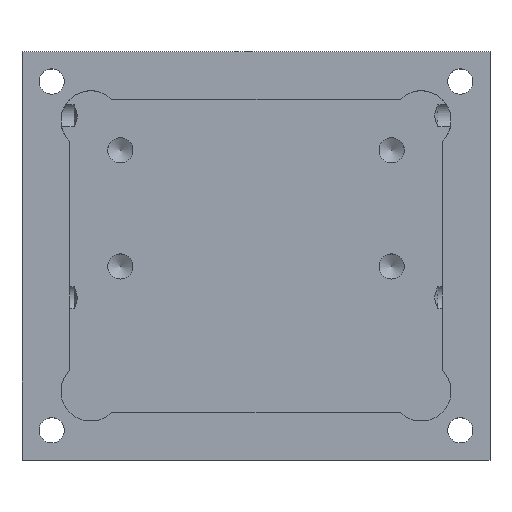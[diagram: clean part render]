
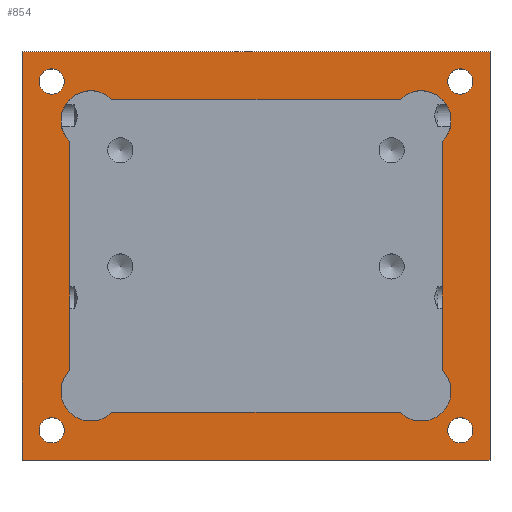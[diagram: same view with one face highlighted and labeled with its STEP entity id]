
A CAD part, top view. The second image highlights one B-rep face of the part: STEP entity #854.
In plain terms, the highlighted planar face has unit normal (0, 0, 1).
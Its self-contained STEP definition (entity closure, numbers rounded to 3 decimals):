
#20=FACE_BOUND('',#144,.T.);
#21=FACE_BOUND('',#145,.T.);
#22=FACE_BOUND('',#146,.T.);
#23=FACE_BOUND('',#147,.T.);
#24=FACE_BOUND('',#148,.T.);
#44=PLANE('',#969);
#97=FACE_OUTER_BOUND('',#143,.T.);
#143=EDGE_LOOP('',(#751,#752,#753,#754));
#144=EDGE_LOOP('',(#755));
#145=EDGE_LOOP('',(#756));
#146=EDGE_LOOP('',(#757));
#147=EDGE_LOOP('',(#758));
#148=EDGE_LOOP('',(#759,#760,#761,#762,#763,#764,#765,#766));
#194=LINE('',#1387,#257);
#216=LINE('',#1513,#279);
#218=LINE('',#1518,#281);
#220=LINE('',#1522,#283);
#222=LINE('',#1531,#285);
#223=LINE('',#1533,#286);
#224=LINE('',#1535,#287);
#225=LINE('',#1536,#288);
#257=VECTOR('',#1084,10.);
#279=VECTOR('',#1182,10.);
#281=VECTOR('',#1186,10.);
#283=VECTOR('',#1190,10.);
#285=VECTOR('',#1202,10.);
#286=VECTOR('',#1203,10.);
#287=VECTOR('',#1204,10.);
#288=VECTOR('',#1205,10.);
#300=CIRCLE('',#888,2.);
#319=CIRCLE('',#921,2.);
#338=CIRCLE('',#951,0.847);
#340=CIRCLE('',#954,0.847);
#342=CIRCLE('',#957,0.847);
#344=CIRCLE('',#960,0.847);
#346=CIRCLE('',#966,2.);
#347=CIRCLE('',#968,2.);
#354=VERTEX_POINT('',#1262);
#355=VERTEX_POINT('',#1264);
#383=VERTEX_POINT('',#1374);
#384=VERTEX_POINT('',#1376);
#410=VERTEX_POINT('',#1487);
#412=VERTEX_POINT('',#1493);
#414=VERTEX_POINT('',#1499);
#416=VERTEX_POINT('',#1505);
#418=VERTEX_POINT('',#1511);
#419=VERTEX_POINT('',#1515);
#420=VERTEX_POINT('',#1517);
#421=VERTEX_POINT('',#1521);
#422=VERTEX_POINT('',#1529);
#423=VERTEX_POINT('',#1530);
#424=VERTEX_POINT('',#1532);
#425=VERTEX_POINT('',#1534);
#438=EDGE_CURVE('',#355,#354,#300,.T.);
#477=EDGE_CURVE('',#384,#383,#319,.T.);
#483=EDGE_CURVE('',#354,#384,#194,.T.);
#520=EDGE_CURVE('',#410,#410,#338,.T.);
#523=EDGE_CURVE('',#412,#412,#340,.T.);
#526=EDGE_CURVE('',#414,#414,#342,.T.);
#529=EDGE_CURVE('',#416,#416,#344,.T.);
#533=EDGE_CURVE('',#383,#418,#216,.T.);
#535=EDGE_CURVE('',#420,#419,#218,.T.);
#537=EDGE_CURVE('',#421,#355,#220,.T.);
#539=EDGE_CURVE('',#419,#421,#346,.T.);
#540=EDGE_CURVE('',#418,#420,#347,.T.);
#541=EDGE_CURVE('',#422,#423,#222,.T.);
#542=EDGE_CURVE('',#424,#422,#223,.T.);
#543=EDGE_CURVE('',#425,#424,#224,.T.);
#544=EDGE_CURVE('',#423,#425,#225,.T.);
#751=ORIENTED_EDGE('',*,*,#541,.F.);
#752=ORIENTED_EDGE('',*,*,#542,.F.);
#753=ORIENTED_EDGE('',*,*,#543,.F.);
#754=ORIENTED_EDGE('',*,*,#544,.F.);
#755=ORIENTED_EDGE('',*,*,#520,.T.);
#756=ORIENTED_EDGE('',*,*,#523,.T.);
#757=ORIENTED_EDGE('',*,*,#526,.T.);
#758=ORIENTED_EDGE('',*,*,#529,.T.);
#759=ORIENTED_EDGE('',*,*,#483,.T.);
#760=ORIENTED_EDGE('',*,*,#477,.T.);
#761=ORIENTED_EDGE('',*,*,#533,.T.);
#762=ORIENTED_EDGE('',*,*,#540,.T.);
#763=ORIENTED_EDGE('',*,*,#535,.T.);
#764=ORIENTED_EDGE('',*,*,#539,.T.);
#765=ORIENTED_EDGE('',*,*,#537,.T.);
#766=ORIENTED_EDGE('',*,*,#438,.T.);
#854=ADVANCED_FACE('',(#97,#20,#21,#22,#23,#24),#44,.T.);
#888=AXIS2_PLACEMENT_3D('',#1265,#990,#991);
#921=AXIS2_PLACEMENT_3D('',#1377,#1073,#1074);
#951=AXIS2_PLACEMENT_3D('',#1488,#1153,#1154);
#954=AXIS2_PLACEMENT_3D('',#1494,#1160,#1161);
#957=AXIS2_PLACEMENT_3D('',#1500,#1167,#1168);
#960=AXIS2_PLACEMENT_3D('',#1506,#1174,#1175);
#966=AXIS2_PLACEMENT_3D('',#1525,#1194,#1195);
#968=AXIS2_PLACEMENT_3D('',#1527,#1198,#1199);
#969=AXIS2_PLACEMENT_3D('',#1528,#1200,#1201);
#990=DIRECTION('center_axis',(0.,0.,
-1.));
#991=DIRECTION('ref_axis',(-1.,0.,0.));
#1073=DIRECTION('center_axis',(0.,0.,
-1.));
#1074=DIRECTION('ref_axis',(-1.,0.,0.));
#1084=DIRECTION('',(0.,1.,0.));
#1153=DIRECTION('center_axis',(0.,0.,
-1.));
#1154=DIRECTION('ref_axis',(1.,0.,0.));
#1160=DIRECTION('center_axis',(0.,0.,
-1.));
#1161=DIRECTION('ref_axis',(1.,0.,0.));
#1167=DIRECTION('center_axis',(0.,0.,
-1.));
#1168=DIRECTION('ref_axis',(1.,0.,0.));
#1174=DIRECTION('center_axis',(0.,0.,
-1.));
#1175=DIRECTION('ref_axis',(1.,0.,0.));
#1182=DIRECTION('',(1.,0.,0.));
#1186=DIRECTION('',(0.,-1.,0.));
#1190=DIRECTION('',(-1.,0.,0.));
#1194=DIRECTION('center_axis',(0.,0.,
-1.));
#1195=DIRECTION('ref_axis',(-1.,0.,0.));
#1198=DIRECTION('center_axis',(0.,0.,
-1.));
#1199=DIRECTION('ref_axis',(-1.,0.,0.));
#1200=DIRECTION('center_axis',(0.,0.,
1.));
#1201=DIRECTION('ref_axis',(1.,0.,0.));
#1202=DIRECTION('',(1.,0.,0.));
#1203=DIRECTION('',(0.,1.,0.));
#1204=DIRECTION('',(-1.,0.,0.));
#1205=DIRECTION('',(0.,-1.,0.));
#1262=CARTESIAN_POINT('',(3.2,6.028,9.));
#1264=CARTESIAN_POINT('',(6.028,3.2,9.));
#1265=CARTESIAN_POINT('Origin',(4.614,4.614,9.));
#1374=CARTESIAN_POINT('',(6.028,24.2,9.));
#1376=CARTESIAN_POINT('',(3.2,21.372,9.));
#1377=CARTESIAN_POINT('Origin',(4.614,22.786,9.));
#1387=CARTESIAN_POINT('',(3.2,8.45,9.));
#1487=CARTESIAN_POINT('',(1.153,2.,9.));
#1488=CARTESIAN_POINT('Origin',(2.,2.,9.));
#1493=CARTESIAN_POINT('',(28.553,2.,9.));
#1494=CARTESIAN_POINT('Origin',(29.4,2.,9.));
#1499=CARTESIAN_POINT('',(28.553,25.4,9.));
#1500=CARTESIAN_POINT('Origin',(29.4,25.4,9.));
#1505=CARTESIAN_POINT('',(1.153,25.4,9.));
#1506=CARTESIAN_POINT('Origin',(2.,25.4,9.));
#1511=CARTESIAN_POINT('',(25.372,24.2,9.));
#1513=CARTESIAN_POINT('',(9.45,24.2,9.));
#1515=CARTESIAN_POINT('',(28.2,6.028,9.));
#1517=CARTESIAN_POINT('',(28.2,21.372,9.));
#1518=CARTESIAN_POINT('',(28.2,18.95,9.));
#1521=CARTESIAN_POINT('',(25.372,3.2,9.));
#1522=CARTESIAN_POINT('',(21.95,3.2,9.));
#1525=CARTESIAN_POINT('Origin',(26.786,4.614,9.));
#1527=CARTESIAN_POINT('Origin',(26.786,22.786,9.));
#1528=CARTESIAN_POINT('Origin',(15.7,13.7,9.));
#1529=CARTESIAN_POINT('',(0.,27.4,9.));
#1530=CARTESIAN_POINT('',(31.4,27.4,9.));
#1531=CARTESIAN_POINT('',(31.4,27.4,9.));
#1532=CARTESIAN_POINT('',(0.,0.,9.));
#1533=CARTESIAN_POINT('',(0.,27.4,9.));
#1534=CARTESIAN_POINT('',(31.4,0.,9.));
#1535=CARTESIAN_POINT('',(0.,0.,9.));
#1536=CARTESIAN_POINT('',(31.4,0.,9.));
